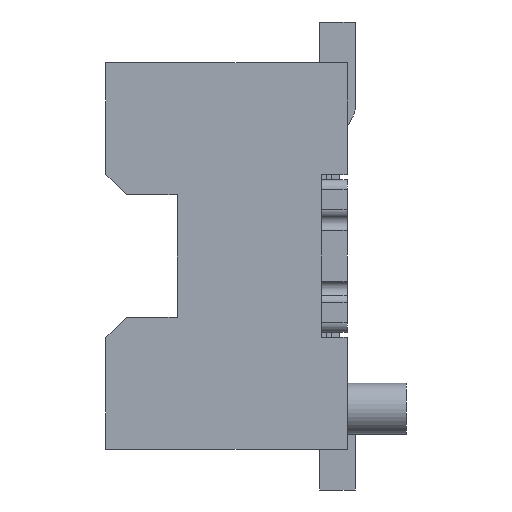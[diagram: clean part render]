
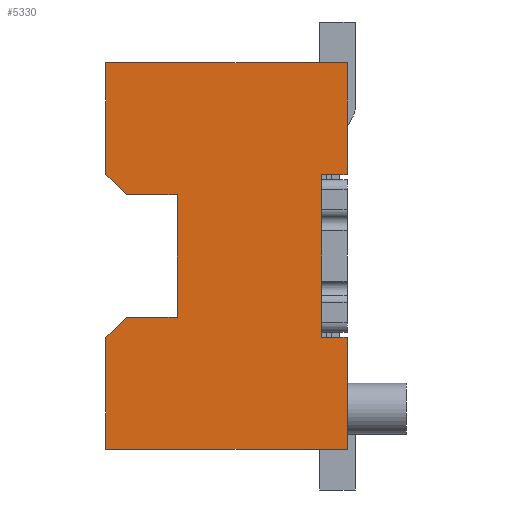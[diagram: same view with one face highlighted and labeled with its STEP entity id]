
A CAD part, left-side view. The second image highlights one B-rep face of the part: STEP entity #5330.
In plain terms, the highlighted planar face has unit normal (-1, 0, 0).
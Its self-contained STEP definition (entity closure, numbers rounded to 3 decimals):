
#11 = VECTOR ( 'NONE', #571, 1000. ) ;
#113 = VERTEX_POINT ( 'NONE', #1504 ) ;
#173 = VECTOR ( 'NONE', #4518, 1000. ) ;
#320 = ORIENTED_EDGE ( 'NONE', *, *, #3957, .T. ) ;
#347 = VERTEX_POINT ( 'NONE', #4495 ) ;
#353 = DIRECTION ( 'NONE',  ( 0., -1., 0. ) ) ;
#393 = ORIENTED_EDGE ( 'NONE', *, *, #4584, .F. ) ;
#412 = ORIENTED_EDGE ( 'NONE', *, *, #4123, .F. ) ;
#436 = CARTESIAN_POINT ( 'NONE',  ( -2.35, 0.33, -0.8 ) ) ;
#488 = AXIS2_PLACEMENT_3D ( 'NONE', #6652, #1126, #3361 ) ;
#571 = DIRECTION ( 'NONE',  ( 0., 0.707, -0.707 ) ) ;
#602 = DIRECTION ( 'NONE',  ( 0., 1., 0. ) ) ;
#665 = CARTESIAN_POINT ( 'NONE',  ( -2.35, -1.207, -2.857 ) ) ;
#947 = DIRECTION ( 'NONE',  ( 0., 1., 0. ) ) ;
#1013 = VERTEX_POINT ( 'NONE', #5632 ) ;
#1126 = DIRECTION ( 'NONE',  ( -1., 0., 0. ) ) ;
#1208 = DIRECTION ( 'NONE',  ( 0., 0., 1. ) ) ;
#1260 = CARTESIAN_POINT ( 'NONE',  ( -2.35, 1.75, 0.6 ) ) ;
#1304 = ORIENTED_EDGE ( 'NONE', *, *, #6695, .F. ) ;
#1344 = VECTOR ( 'NONE', #5199, 1000. ) ;
#1350 = LINE ( 'NONE', #6300, #3931 ) ;
#1494 = LINE ( 'NONE', #3725, #2117 ) ;
#1497 = VERTEX_POINT ( 'NONE', #2308 ) ;
#1504 = CARTESIAN_POINT ( 'NONE',  ( -2.35, 0.08, 0.8 ) ) ;
#1528 = LINE ( 'NONE', #5428, #3659 ) ;
#1553 = VERTEX_POINT ( 'NONE', #6306 ) ;
#1598 = ORIENTED_EDGE ( 'NONE', *, *, #3978, .F. ) ;
#1743 = DIRECTION ( 'NONE',  ( 0., 1., 0. ) ) ;
#1745 = VERTEX_POINT ( 'NONE', #436 ) ;
#2117 = VECTOR ( 'NONE', #353, 1000. ) ;
#2216 = FACE_OUTER_BOUND ( 'NONE', #5399, .T. ) ;
#2308 = CARTESIAN_POINT ( 'NONE',  ( -2.35, 2.25, 0.6 ) ) ;
#2317 = CARTESIAN_POINT ( 'NONE',  ( -2.35, 1.75, -0.6 ) ) ;
#2383 = ORIENTED_EDGE ( 'NONE', *, *, #3234, .F. ) ;
#2485 = DIRECTION ( 'NONE',  ( 0., 0., -1. ) ) ;
#2532 = CARTESIAN_POINT ( 'NONE',  ( -2.35, 2.45, 1.9 ) ) ;
#2639 = VECTOR ( 'NONE', #602, 1000. ) ;
#2708 = CARTESIAN_POINT ( 'NONE',  ( -2.35, 0.08, 1.9 ) ) ;
#2712 = EDGE_CURVE ( 'NONE', #5056, #4468, #1528, .T. ) ;
#2793 = DIRECTION ( 'NONE',  ( 0., 0., 1. ) ) ;
#2804 = LINE ( 'NONE', #6586, #173 ) ;
#2934 = DIRECTION ( 'NONE',  ( 0., -0.707, -0.707 ) ) ;
#3012 = CARTESIAN_POINT ( 'NONE',  ( -2.35, 0.08, -0.8 ) ) ;
#3099 = ORIENTED_EDGE ( 'NONE', *, *, #5329, .F. ) ;
#3199 = ORIENTED_EDGE ( 'NONE', *, *, #4642, .T. ) ;
#3206 = LINE ( 'NONE', #6098, #5163 ) ;
#3225 = DIRECTION ( 'NONE',  ( 0., 0., -1. ) ) ;
#3234 = EDGE_CURVE ( 'NONE', #7068, #3401, #3206, .T. ) ;
#3288 = VECTOR ( 'NONE', #947, 1000. ) ;
#3361 = DIRECTION ( 'NONE',  ( 0., 0., 1. ) ) ;
#3401 = VERTEX_POINT ( 'NONE', #2532 ) ;
#3488 = LINE ( 'NONE', #1260, #1344 ) ;
#3530 = VERTEX_POINT ( 'NONE', #4749 ) ;
#3659 = VECTOR ( 'NONE', #2485, 1000. ) ;
#3678 = ORIENTED_EDGE ( 'NONE', *, *, #5226, .T. ) ;
#3725 = CARTESIAN_POINT ( 'NONE',  ( -2.35, 0.33, -0.8 ) ) ;
#3823 = CARTESIAN_POINT ( 'NONE',  ( -2.35, -5.964, -1.9 ) ) ;
#3867 = CARTESIAN_POINT ( 'NONE',  ( -2.35, 0.33, 0.8 ) ) ;
#3931 = VECTOR ( 'NONE', #1208, 1000. ) ;
#3957 = EDGE_CURVE ( 'NONE', #7002, #5073, #6517, .T. ) ;
#3978 = EDGE_CURVE ( 'NONE', #1745, #5056, #1494, .T. ) ;
#4047 = VERTEX_POINT ( 'NONE', #2708 ) ;
#4123 = EDGE_CURVE ( 'NONE', #4047, #113, #2804, .T. ) ;
#4180 = EDGE_CURVE ( 'NONE', #4047, #3401, #5098, .T. ) ;
#4271 = CARTESIAN_POINT ( 'NONE',  ( -2.35, 1.75, -0.6 ) ) ;
#4315 = CARTESIAN_POINT ( 'NONE',  ( -2.35, 1.75, 0.6 ) ) ;
#4423 = LINE ( 'NONE', #5988, #6181 ) ;
#4439 = ORIENTED_EDGE ( 'NONE', *, *, #4901, .F. ) ;
#4448 = PLANE ( 'NONE',  #488 ) ;
#4468 = VERTEX_POINT ( 'NONE', #7086 ) ;
#4472 = CARTESIAN_POINT ( 'NONE',  ( -2.35, 2.45, 0.8 ) ) ;
#4495 = CARTESIAN_POINT ( 'NONE',  ( -2.35, 2.45, -0.8 ) ) ;
#4518 = DIRECTION ( 'NONE',  ( 0., 0., -1. ) ) ;
#4584 = EDGE_CURVE ( 'NONE', #4468, #1013, #6545, .T. ) ;
#4618 = VECTOR ( 'NONE', #3225, 1000. ) ;
#4642 = EDGE_CURVE ( 'NONE', #1497, #1553, #3488, .T. ) ;
#4749 = CARTESIAN_POINT ( 'NONE',  ( -2.35, 0.33, 0.8 ) ) ;
#4797 = VECTOR ( 'NONE', #7194, 1000. ) ;
#4901 = EDGE_CURVE ( 'NONE', #3530, #1745, #4423, .T. ) ;
#4953 = CARTESIAN_POINT ( 'NONE',  ( -2.35, -3.107, 4.757 ) ) ;
#4988 = LINE ( 'NONE', #3867, #4797 ) ;
#5056 = VERTEX_POINT ( 'NONE', #3012 ) ;
#5073 = VERTEX_POINT ( 'NONE', #5810 ) ;
#5098 = LINE ( 'NONE', #5241, #6925 ) ;
#5163 = VECTOR ( 'NONE', #2793, 1000. ) ;
#5199 = DIRECTION ( 'NONE',  ( 0., -1., 0. ) ) ;
#5223 = LINE ( 'NONE', #665, #5660 ) ;
#5226 = EDGE_CURVE ( 'NONE', #5073, #347, #6725, .T. ) ;
#5241 = CARTESIAN_POINT ( 'NONE',  ( -2.35, -5.964, 1.9 ) ) ;
#5329 = EDGE_CURVE ( 'NONE', #113, #3530, #4988, .T. ) ;
#5330 = ADVANCED_FACE ( 'NONE', ( #2216 ), #4448, .T. ) ;
#5399 = EDGE_LOOP ( 'NONE', ( #3099, #412, #6902, #2383, #5540, #3199, #7048, #320, #3678, #1304, #393, #6123, #1598, #4439 ) ) ;
#5428 = CARTESIAN_POINT ( 'NONE',  ( -2.35, 0.08, 1.9 ) ) ;
#5540 = ORIENTED_EDGE ( 'NONE', *, *, #6335, .T. ) ;
#5632 = CARTESIAN_POINT ( 'NONE',  ( -2.35, 2.45, -1.9 ) ) ;
#5660 = VECTOR ( 'NONE', #2934, 1000. ) ;
#5810 = CARTESIAN_POINT ( 'NONE',  ( -2.35, 2.25, -0.6 ) ) ;
#5988 = CARTESIAN_POINT ( 'NONE',  ( -2.35, 0.33, -0.8 ) ) ;
#6098 = CARTESIAN_POINT ( 'NONE',  ( -2.35, 2.45, 1.9 ) ) ;
#6123 = ORIENTED_EDGE ( 'NONE', *, *, #2712, .F. ) ;
#6181 = VECTOR ( 'NONE', #6631, 1000. ) ;
#6300 = CARTESIAN_POINT ( 'NONE',  ( -2.35, 2.45, 1.9 ) ) ;
#6306 = CARTESIAN_POINT ( 'NONE',  ( -2.35, 1.75, 0.6 ) ) ;
#6335 = EDGE_CURVE ( 'NONE', #7068, #1497, #5223, .T. ) ;
#6440 = EDGE_CURVE ( 'NONE', #1553, #7002, #6492, .T. ) ;
#6492 = LINE ( 'NONE', #4315, #4618 ) ;
#6517 = LINE ( 'NONE', #4271, #3288 ) ;
#6545 = LINE ( 'NONE', #3823, #2639 ) ;
#6586 = CARTESIAN_POINT ( 'NONE',  ( -2.35, 0.08, 1.9 ) ) ;
#6631 = DIRECTION ( 'NONE',  ( 0., 0., -1. ) ) ;
#6652 = CARTESIAN_POINT ( 'NONE',  ( -2.35, -5.964, 1.9 ) ) ;
#6695 = EDGE_CURVE ( 'NONE', #1013, #347, #1350, .T. ) ;
#6725 = LINE ( 'NONE', #4953, #11 ) ;
#6902 = ORIENTED_EDGE ( 'NONE', *, *, #4180, .T. ) ;
#6925 = VECTOR ( 'NONE', #1743, 1000. ) ;
#7002 = VERTEX_POINT ( 'NONE', #2317 ) ;
#7048 = ORIENTED_EDGE ( 'NONE', *, *, #6440, .T. ) ;
#7068 = VERTEX_POINT ( 'NONE', #4472 ) ;
#7086 = CARTESIAN_POINT ( 'NONE',  ( -2.35, 0.08, -1.9 ) ) ;
#7194 = DIRECTION ( 'NONE',  ( 0., 1., 0. ) ) ;
